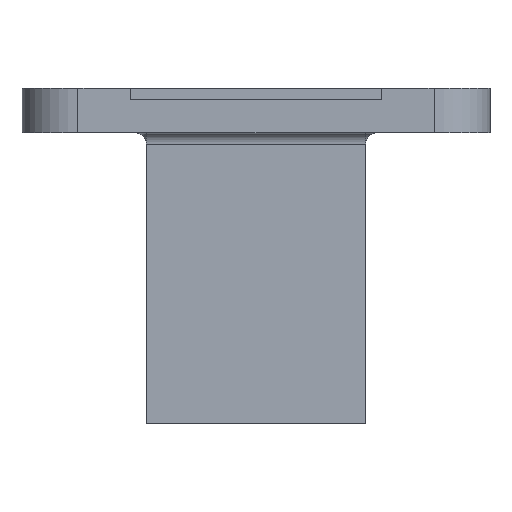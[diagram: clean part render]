
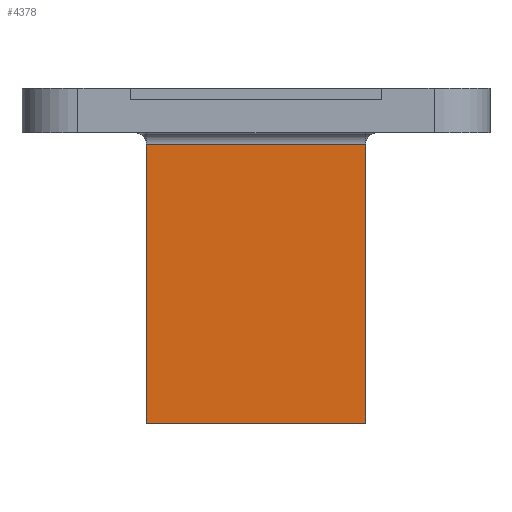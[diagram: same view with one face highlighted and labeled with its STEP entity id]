
A CAD part, front view. The second image highlights one B-rep face of the part: STEP entity #4378.
In plain terms, the highlighted planar face has unit normal (0, -1, 0).
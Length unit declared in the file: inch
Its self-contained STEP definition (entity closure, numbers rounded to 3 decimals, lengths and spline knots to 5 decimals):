
#249 = LINE ( 'NONE', #2891, #1683 ) ;
#458 = DIRECTION ( 'NONE',  ( 0., 0., -1. ) ) ;
#530 = CARTESIAN_POINT ( 'NONE',  ( -0.49, -0.24, 0.5 ) ) ;
#587 = EDGE_LOOP ( 'NONE', ( #2364, #1260, #3650, #2707 ) ) ;
#637 = CARTESIAN_POINT ( 'NONE',  ( -0.49, -0.24, -0.75 ) ) ;
#849 = LINE ( 'NONE', #4750, #4363 ) ;
#1083 = FACE_OUTER_BOUND ( 'NONE', #587, .T. ) ;
#1144 = CARTESIAN_POINT ( 'NONE',  ( -0.49, -0.24, 0.75 ) ) ;
#1260 = ORIENTED_EDGE ( 'NONE', *, *, #2769, .T. ) ;
#1356 = CARTESIAN_POINT ( 'NONE',  ( 0.49, -0.24, 0.5 ) ) ;
#1383 = LINE ( 'NONE', #3932, #1920 ) ;
#1443 = EDGE_CURVE ( 'NONE', #1501, #4309, #4735, .T. ) ;
#1501 = VERTEX_POINT ( 'NONE', #637 ) ;
#1569 = PLANE ( 'NONE',  #5042 ) ;
#1606 = DIRECTION ( 'NONE',  ( 0., 0., -1. ) ) ;
#1683 = VECTOR ( 'NONE', #1606, 39.37008 ) ;
#1774 = CARTESIAN_POINT ( 'NONE',  ( -0.49, -0.24, -0.75 ) ) ;
#1920 = VECTOR ( 'NONE', #3131, 39.37008 ) ;
#1922 = VERTEX_POINT ( 'NONE', #530 ) ;
#1999 = VECTOR ( 'NONE', #4331, 39.37008 ) ;
#2364 = ORIENTED_EDGE ( 'NONE', *, *, #2598, .F. ) ;
#2598 = EDGE_CURVE ( 'NONE', #2691, #4309, #849, .T. ) ;
#2691 = VERTEX_POINT ( 'NONE', #1356 ) ;
#2707 = ORIENTED_EDGE ( 'NONE', *, *, #1443, .T. ) ;
#2769 = EDGE_CURVE ( 'NONE', #2691, #1922, #1383, .T. ) ;
#2825 = CARTESIAN_POINT ( 'NONE',  ( 0.49, -0.24, -0.75 ) ) ;
#2891 = CARTESIAN_POINT ( 'NONE',  ( -0.49, -0.24, 0.75 ) ) ;
#3131 = DIRECTION ( 'NONE',  ( -1., 0., 0. ) ) ;
#3316 = DIRECTION ( 'NONE',  ( 0., 1., 0. ) ) ;
#3440 = EDGE_CURVE ( 'NONE', #1922, #1501, #249, .T. ) ;
#3650 = ORIENTED_EDGE ( 'NONE', *, *, #3440, .T. ) ;
#3932 = CARTESIAN_POINT ( 'NONE',  ( -0.49, -0.24, 0.5 ) ) ;
#4309 = VERTEX_POINT ( 'NONE', #2825 ) ;
#4331 = DIRECTION ( 'NONE',  ( 1., 0., 0. ) ) ;
#4363 = VECTOR ( 'NONE', #458, 39.37008 ) ;
#4378 = ADVANCED_FACE ( 'NONE', ( #1083 ), #1569, .F. ) ;
#4629 = DIRECTION ( 'NONE',  ( 1., 0., 0. ) ) ;
#4735 = LINE ( 'NONE', #1774, #1999 ) ;
#4750 = CARTESIAN_POINT ( 'NONE',  ( 0.49, -0.24, 0.75 ) ) ;
#5042 = AXIS2_PLACEMENT_3D ( 'NONE', #1144, #3316, #4629 ) ;
